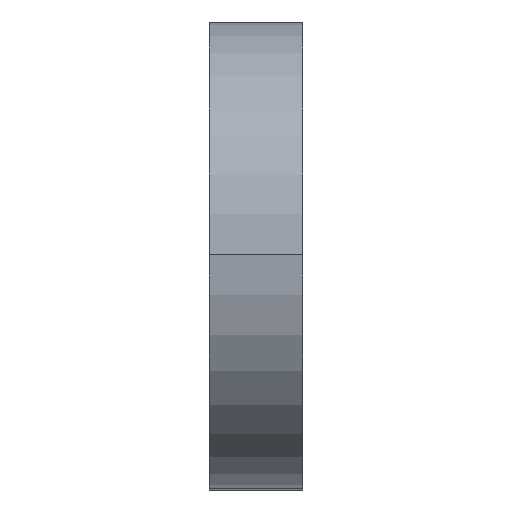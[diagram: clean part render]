
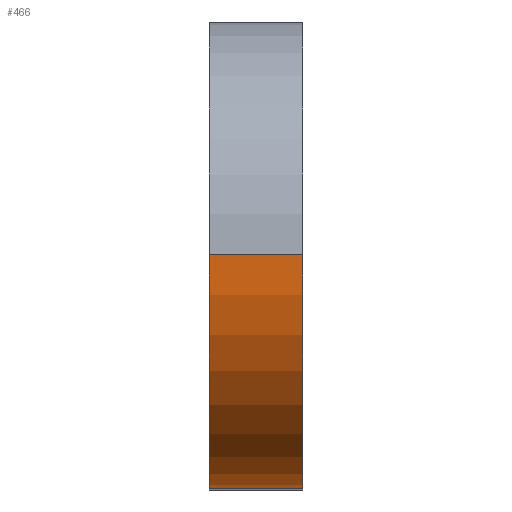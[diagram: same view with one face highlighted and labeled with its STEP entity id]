
A CAD part, top view. The second image highlights one B-rep face of the part: STEP entity #466.
In plain terms, the highlighted cylindrical face has radius 5 mm (diameter 10 mm), a partial arc.
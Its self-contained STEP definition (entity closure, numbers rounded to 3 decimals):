
#23 = ORIENTED_EDGE ( 'NONE', *, *, #332, .F. ) ;
#105 = DIRECTION ( 'NONE',  ( 1., 0., 0. ) ) ;
#112 = CARTESIAN_POINT ( 'NONE',  ( 1., -5., 16.7 ) ) ;
#117 = VECTOR ( 'NONE', #600, 1000. ) ;
#118 = VECTOR ( 'NONE', #307, 1000. ) ;
#121 = DIRECTION ( 'NONE',  ( 0., 0., 1. ) ) ;
#145 = CARTESIAN_POINT ( 'NONE',  ( 1., 0., 21.7 ) ) ;
#155 = EDGE_CURVE ( 'NONE', #190, #590, #171, .T. ) ;
#171 = CIRCLE ( 'NONE', #274, 5. ) ;
#172 = DIRECTION ( 'NONE',  ( -1., 0., 0. ) ) ;
#183 = EDGE_CURVE ( 'NONE', #250, #190, #189, .T. ) ;
#189 = LINE ( 'NONE', #145, #118 ) ;
#190 = VERTEX_POINT ( 'NONE', #254 ) ;
#245 = DIRECTION ( 'NONE',  ( 1., 0., 0. ) ) ;
#247 = CARTESIAN_POINT ( 'NONE',  ( 1., -5., 16.7 ) ) ;
#250 = VERTEX_POINT ( 'NONE', #268 ) ;
#254 = CARTESIAN_POINT ( 'NONE',  ( -1., 0., 21.7 ) ) ;
#268 = CARTESIAN_POINT ( 'NONE',  ( 1., 0., 21.7 ) ) ;
#274 = AXIS2_PLACEMENT_3D ( 'NONE', #447, #245, #669 ) ;
#286 = LINE ( 'NONE', #112, #117 ) ;
#296 = ORIENTED_EDGE ( 'NONE', *, *, #183, .T. ) ;
#307 = DIRECTION ( 'NONE',  ( -1., 0., 0. ) ) ;
#322 = EDGE_LOOP ( 'NONE', ( #435, #296, #480, #23 ) ) ;
#323 = EDGE_CURVE ( 'NONE', #250, #531, #551, .T. ) ;
#332 = EDGE_CURVE ( 'NONE', #531, #590, #286, .T. ) ;
#388 = FACE_OUTER_BOUND ( 'NONE', #322, .T. ) ;
#435 = ORIENTED_EDGE ( 'NONE', *, *, #323, .F. ) ;
#436 = CYLINDRICAL_SURFACE ( 'NONE', #463, 5. ) ;
#443 = DIRECTION ( 'NONE',  ( 0., 0., -1. ) ) ;
#447 = CARTESIAN_POINT ( 'NONE',  ( -1., 0., 16.7 ) ) ;
#453 = CARTESIAN_POINT ( 'NONE',  ( -1., -5., 16.7 ) ) ;
#463 = AXIS2_PLACEMENT_3D ( 'NONE', #651, #172, #121 ) ;
#466 = ADVANCED_FACE ( 'NONE', ( #388 ), #436, .T. ) ;
#480 = ORIENTED_EDGE ( 'NONE', *, *, #155, .T. ) ;
#531 = VERTEX_POINT ( 'NONE', #247 ) ;
#551 = CIRCLE ( 'NONE', #677, 5. ) ;
#584 = CARTESIAN_POINT ( 'NONE',  ( 1., 0., 16.7 ) ) ;
#590 = VERTEX_POINT ( 'NONE', #453 ) ;
#600 = DIRECTION ( 'NONE',  ( -1., 0., 0. ) ) ;
#651 = CARTESIAN_POINT ( 'NONE',  ( 1., 0., 16.7 ) ) ;
#669 = DIRECTION ( 'NONE',  ( 0., 0., -1. ) ) ;
#677 = AXIS2_PLACEMENT_3D ( 'NONE', #584, #105, #443 ) ;
